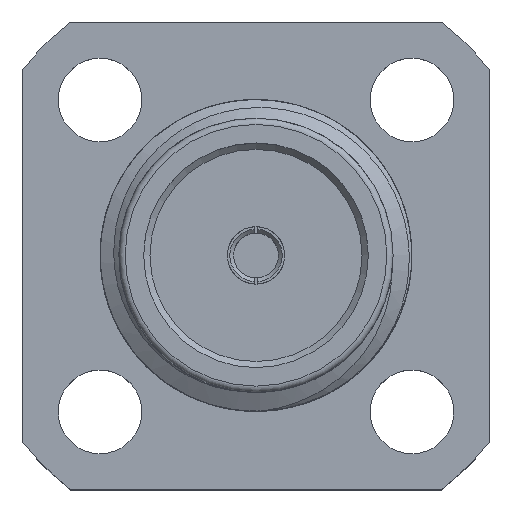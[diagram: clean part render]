
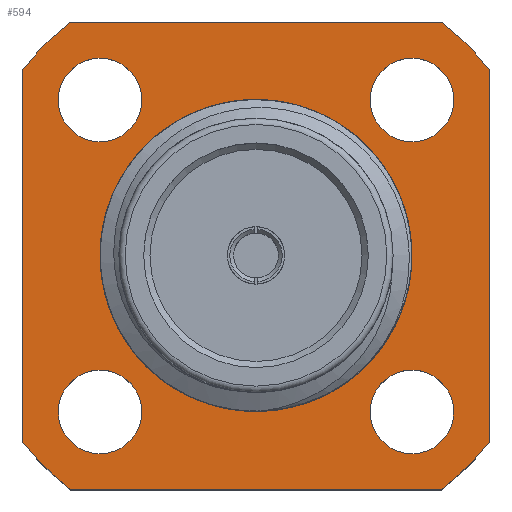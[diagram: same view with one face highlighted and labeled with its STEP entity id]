
A CAD part, top view. The second image highlights one B-rep face of the part: STEP entity #594.
In plain terms, the highlighted planar face has unit normal (0, 0, 1).
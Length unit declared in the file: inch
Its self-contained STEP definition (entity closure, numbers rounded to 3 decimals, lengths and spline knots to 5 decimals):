
#21 = CARTESIAN_POINT ( 'NONE',  ( 0.1488, 0.1875, 0. ) ) ;
#23 = VERTEX_POINT ( 'NONE', #3097 ) ;
#77 = DIRECTION ( 'NONE',  ( 1., 0., 0. ) ) ;
#116 = DIRECTION ( 'NONE',  ( 0., 0., 1. ) ) ;
#146 = ORIENTED_EDGE ( 'NONE', *, *, #2627, .T. ) ;
#150 = EDGE_CURVE ( 'NONE', #750, #2357, #500, .T. ) ;
#166 = FACE_BOUND ( 'NONE', #328, .T. ) ;
#199 = AXIS2_PLACEMENT_3D ( 'NONE', #2710, #284, #1508 ) ;
#265 = DIRECTION ( 'NONE',  ( 1., 0., 0. ) ) ;
#278 = ORIENTED_EDGE ( 'NONE', *, *, #2498, .T. ) ;
#281 = CARTESIAN_POINT ( 'NONE',  ( -0.125, -0.125, 0. ) ) ;
#284 = DIRECTION ( 'NONE',  ( 0., 0., 1. ) ) ;
#291 = AXIS2_PLACEMENT_3D ( 'NONE', #2032, #1632, #2840 ) ;
#298 = EDGE_CURVE ( 'NONE', #2367, #601, #852, .T. ) ;
#304 = VERTEX_POINT ( 'NONE', #354 ) ;
#322 = CARTESIAN_POINT ( 'NONE',  ( -0.0915, -0.125, 0. ) ) ;
#328 = EDGE_LOOP ( 'NONE', ( #1832 ) ) ;
#354 = CARTESIAN_POINT ( 'NONE',  ( -0.0915, 0.125, 0. ) ) ;
#373 = FACE_OUTER_BOUND ( 'NONE', #779, .T. ) ;
#402 = AXIS2_PLACEMENT_3D ( 'NONE', #901, #666, #2149 ) ;
#425 = DIRECTION ( 'NONE',  ( 1., 0., 0. ) ) ;
#440 = ORIENTED_EDGE ( 'NONE', *, *, #2175, .T. ) ;
#494 = VECTOR ( 'NONE', #1122, 39.37008 ) ;
#495 = CARTESIAN_POINT ( 'NONE',  ( -0.1875, -0.1875, 0. ) ) ;
#500 = LINE ( 'NONE', #2181, #2590 ) ;
#541 = CIRCLE ( 'NONE', #291, 0.0335 ) ;
#587 = EDGE_LOOP ( 'NONE', ( #1610 ) ) ;
#594 = ADVANCED_FACE ( 'NONE', ( #166, #1657, #2370, #3108, #3091, #373 ), #898, .F. ) ;
#601 = VERTEX_POINT ( 'NONE', #2595 ) ;
#636 = EDGE_CURVE ( 'NONE', #811, #811, #1414, .T. ) ;
#666 = DIRECTION ( 'NONE',  ( 0., 0., 1. ) ) ;
#679 = DIRECTION ( 'NONE',  ( 0., 0., -1. ) ) ;
#690 = ORIENTED_EDGE ( 'NONE', *, *, #298, .T. ) ;
#700 = AXIS2_PLACEMENT_3D ( 'NONE', #2463, #2450, #265 ) ;
#750 = VERTEX_POINT ( 'NONE', #21 ) ;
#759 = EDGE_CURVE ( 'NONE', #1269, #1269, #1305, .T. ) ;
#778 = EDGE_CURVE ( 'NONE', #2986, #2986, #1829, .T. ) ;
#779 = EDGE_LOOP ( 'NONE', ( #146, #1593, #278, #1146, #690, #2975, #440, #1982 ) ) ;
#790 = CARTESIAN_POINT ( 'NONE',  ( -0.10989, 0., 0. ) ) ;
#804 = EDGE_CURVE ( 'NONE', #3023, #3023, #1456, .T. ) ;
#811 = VERTEX_POINT ( 'NONE', #1759 ) ;
#852 = CIRCLE ( 'NONE', #1201, 0.23937 ) ;
#898 = PLANE ( 'NONE',  #1675 ) ;
#901 = CARTESIAN_POINT ( 'NONE',  ( 0., 0., 0. ) ) ;
#1001 = DIRECTION ( 'NONE',  ( -1., 0., 0. ) ) ;
#1004 = DIRECTION ( 'NONE',  ( 0., 0., 1. ) ) ;
#1122 = DIRECTION ( 'NONE',  ( 0., -1., 0. ) ) ;
#1146 = ORIENTED_EDGE ( 'NONE', *, *, #2976, .T. ) ;
#1167 = CARTESIAN_POINT ( 'NONE',  ( 0., 0., 0. ) ) ;
#1177 = EDGE_CURVE ( 'NONE', #1801, #23, #2824, .T. ) ;
#1201 = AXIS2_PLACEMENT_3D ( 'NONE', #1552, #116, #2529 ) ;
#1212 = LINE ( 'NONE', #495, #2438 ) ;
#1227 = EDGE_CURVE ( 'NONE', #304, #304, #541, .T. ) ;
#1257 = CIRCLE ( 'NONE', #402, 0.23937 ) ;
#1269 = VERTEX_POINT ( 'NONE', #322 ) ;
#1305 = CIRCLE ( 'NONE', #2534, 0.0335 ) ;
#1341 = EDGE_LOOP ( 'NONE', ( #3105 ) ) ;
#1414 = CIRCLE ( 'NONE', #2685, 0.0335 ) ;
#1419 = CIRCLE ( 'NONE', #199, 0.23937 ) ;
#1436 = EDGE_LOOP ( 'NONE', ( #2287 ) ) ;
#1456 = CIRCLE ( 'NONE', #2180, 0.10989 ) ;
#1459 = CIRCLE ( 'NONE', #2479, 0.23937 ) ;
#1475 = CARTESIAN_POINT ( 'NONE',  ( 0., 0., 0. ) ) ;
#1484 = DIRECTION ( 'NONE',  ( -1., 0., 0. ) ) ;
#1491 = CARTESIAN_POINT ( 'NONE',  ( 0.1585, -0.125, 0. ) ) ;
#1504 = VECTOR ( 'NONE', #2764, 39.37008 ) ;
#1508 = DIRECTION ( 'NONE',  ( 1., 0., 0. ) ) ;
#1552 = CARTESIAN_POINT ( 'NONE',  ( 0., 0., 0. ) ) ;
#1578 = CARTESIAN_POINT ( 'NONE',  ( -0.1875, -0.1875, 0. ) ) ;
#1593 = ORIENTED_EDGE ( 'NONE', *, *, #1177, .T. ) ;
#1605 = ORIENTED_EDGE ( 'NONE', *, *, #636, .F. ) ;
#1610 = ORIENTED_EDGE ( 'NONE', *, *, #778, .F. ) ;
#1632 = DIRECTION ( 'NONE',  ( 0., 0., 1. ) ) ;
#1644 = CARTESIAN_POINT ( 'NONE',  ( 0.125, 0.125, 0. ) ) ;
#1657 = FACE_BOUND ( 'NONE', #2753, .T. ) ;
#1675 = AXIS2_PLACEMENT_3D ( 'NONE', #1167, #679, #1877 ) ;
#1686 = DIRECTION ( 'NONE',  ( 0., 0., 1. ) ) ;
#1738 = DIRECTION ( 'NONE',  ( 0., 0., 1. ) ) ;
#1759 = CARTESIAN_POINT ( 'NONE',  ( 0.1585, 0.125, 0. ) ) ;
#1795 = LINE ( 'NONE', #2781, #1504 ) ;
#1797 = CARTESIAN_POINT ( 'NONE',  ( -0.1488, -0.1875, 0. ) ) ;
#1801 = VERTEX_POINT ( 'NONE', #2021 ) ;
#1829 = CIRCLE ( 'NONE', #700, 0.0335 ) ;
#1830 = EDGE_CURVE ( 'NONE', #601, #1878, #1795, .T. ) ;
#1832 = ORIENTED_EDGE ( 'NONE', *, *, #1227, .F. ) ;
#1877 = DIRECTION ( 'NONE',  ( 0., -1., 0. ) ) ;
#1878 = VERTEX_POINT ( 'NONE', #3021 ) ;
#1964 = CARTESIAN_POINT ( 'NONE',  ( 0., 0., 0. ) ) ;
#1982 = ORIENTED_EDGE ( 'NONE', *, *, #150, .T. ) ;
#2021 = CARTESIAN_POINT ( 'NONE',  ( -0.1875, 0.1488, 0. ) ) ;
#2032 = CARTESIAN_POINT ( 'NONE',  ( -0.125, 0.125, 0. ) ) ;
#2149 = DIRECTION ( 'NONE',  ( 1., 0., 0. ) ) ;
#2175 = EDGE_CURVE ( 'NONE', #1878, #750, #1459, .T. ) ;
#2180 = AXIS2_PLACEMENT_3D ( 'NONE', #1964, #1738, #1484 ) ;
#2181 = CARTESIAN_POINT ( 'NONE',  ( -0.1875, 0.1875, 0. ) ) ;
#2215 = CARTESIAN_POINT ( 'NONE',  ( -0.1488, 0.1875, 0. ) ) ;
#2263 = CARTESIAN_POINT ( 'NONE',  ( 0.1488, -0.1875, 0. ) ) ;
#2287 = ORIENTED_EDGE ( 'NONE', *, *, #759, .F. ) ;
#2356 = DIRECTION ( 'NONE',  ( 0., 0., 1. ) ) ;
#2357 = VERTEX_POINT ( 'NONE', #2215 ) ;
#2367 = VERTEX_POINT ( 'NONE', #2263 ) ;
#2370 = FACE_BOUND ( 'NONE', #587, .T. ) ;
#2438 = VECTOR ( 'NONE', #77, 39.37008 ) ;
#2450 = DIRECTION ( 'NONE',  ( 0., 0., 1. ) ) ;
#2463 = CARTESIAN_POINT ( 'NONE',  ( 0.125, -0.125, 0. ) ) ;
#2479 = AXIS2_PLACEMENT_3D ( 'NONE', #1475, #1686, #3137 ) ;
#2498 = EDGE_CURVE ( 'NONE', #23, #2979, #1419, .T. ) ;
#2529 = DIRECTION ( 'NONE',  ( 1., 0., 0. ) ) ;
#2534 = AXIS2_PLACEMENT_3D ( 'NONE', #281, #1004, #3015 ) ;
#2590 = VECTOR ( 'NONE', #1001, 39.37008 ) ;
#2595 = CARTESIAN_POINT ( 'NONE',  ( 0.1875, -0.1488, 0. ) ) ;
#2627 = EDGE_CURVE ( 'NONE', #2357, #1801, #1257, .T. ) ;
#2685 = AXIS2_PLACEMENT_3D ( 'NONE', #1644, #2356, #425 ) ;
#2710 = CARTESIAN_POINT ( 'NONE',  ( 0., 0., 0. ) ) ;
#2753 = EDGE_LOOP ( 'NONE', ( #1605 ) ) ;
#2764 = DIRECTION ( 'NONE',  ( 0., 1., 0. ) ) ;
#2781 = CARTESIAN_POINT ( 'NONE',  ( 0.1875, -0.1875, 0. ) ) ;
#2824 = LINE ( 'NONE', #1578, #494 ) ;
#2840 = DIRECTION ( 'NONE',  ( 1., 0., 0. ) ) ;
#2975 = ORIENTED_EDGE ( 'NONE', *, *, #1830, .T. ) ;
#2976 = EDGE_CURVE ( 'NONE', #2979, #2367, #1212, .T. ) ;
#2979 = VERTEX_POINT ( 'NONE', #1797 ) ;
#2986 = VERTEX_POINT ( 'NONE', #1491 ) ;
#3015 = DIRECTION ( 'NONE',  ( 1., 0., 0. ) ) ;
#3021 = CARTESIAN_POINT ( 'NONE',  ( 0.1875, 0.1488, 0. ) ) ;
#3023 = VERTEX_POINT ( 'NONE', #790 ) ;
#3091 = FACE_BOUND ( 'NONE', #1341, .T. ) ;
#3097 = CARTESIAN_POINT ( 'NONE',  ( -0.1875, -0.1488, 0. ) ) ;
#3105 = ORIENTED_EDGE ( 'NONE', *, *, #804, .F. ) ;
#3108 = FACE_BOUND ( 'NONE', #1436, .T. ) ;
#3137 = DIRECTION ( 'NONE',  ( 1., 0., 0. ) ) ;
